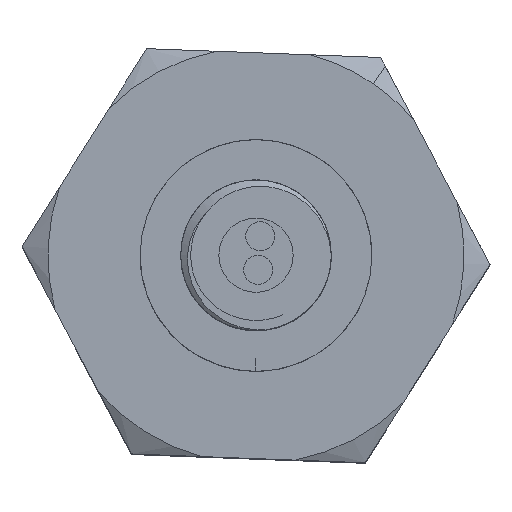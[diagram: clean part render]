
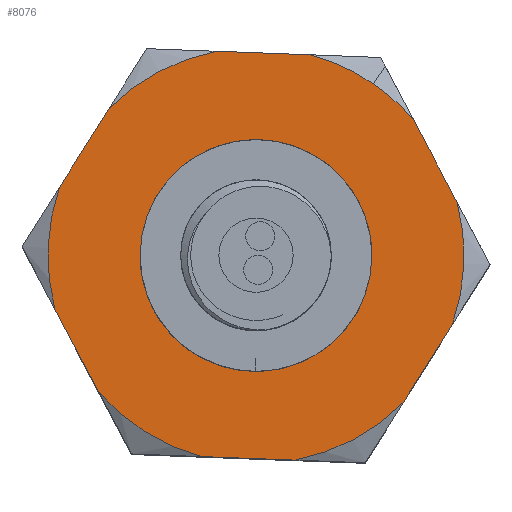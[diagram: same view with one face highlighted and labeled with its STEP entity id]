
A CAD part, top view. The second image highlights one B-rep face of the part: STEP entity #8076.
In plain terms, the highlighted planar face has unit normal (0, 0, 1).
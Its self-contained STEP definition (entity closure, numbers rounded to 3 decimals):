
#33 = VECTOR ( 'NONE', #11159, 1000. ) ;
#77 = AXIS2_PLACEMENT_3D ( 'NONE', #190, #1792, #9683 ) ;
#95 = AXIS2_PLACEMENT_3D ( 'NONE', #6646, #11020, #4956 ) ;
#106 = EDGE_CURVE ( 'NONE', #10998, #4617, #114, .T. ) ;
#114 = CIRCLE ( 'NONE', #9580, 3.591 ) ;
#165 = DIRECTION ( 'NONE',  ( 0., 0., -1. ) ) ;
#190 = CARTESIAN_POINT ( 'NONE',  ( 0., 0., 9.981 ) ) ;
#324 = DIRECTION ( 'NONE',  ( 0., 0., -1. ) ) ;
#410 = ORIENTED_EDGE ( 'NONE', *, *, #8702, .T. ) ;
#482 = DIRECTION ( 'NONE',  ( 0.564, 0.826, 0. ) ) ;
#801 = ORIENTED_EDGE ( 'NONE', *, *, #2681, .F. ) ;
#983 = VERTEX_POINT ( 'NONE', #7639 ) ;
#1056 = EDGE_CURVE ( 'NONE', #10587, #7337, #7575, .T. ) ;
#1066 = EDGE_LOOP ( 'NONE', ( #8074, #10197, #3968, #1890, #4104, #5866, #1161, #2730, #8687, #6603, #10187, #801, #5493 ) ) ;
#1082 = AXIS2_PLACEMENT_3D ( 'NONE', #7397, #2920, #482 ) ;
#1161 = ORIENTED_EDGE ( 'NONE', *, *, #9117, .F. ) ;
#1238 = DIRECTION ( 'NONE',  ( 0.564, 0.826, 0. ) ) ;
#1244 = VERTEX_POINT ( 'NONE', #9672 ) ;
#1356 = VECTOR ( 'NONE', #10292, 1000. ) ;
#1363 = DIRECTION ( 'NONE',  ( 0.564, 0.826, 0. ) ) ;
#1439 = DIRECTION ( 'NONE',  ( 0., 0., -1. ) ) ;
#1476 = DIRECTION ( 'NONE',  ( 0., 0., -1. ) ) ;
#1494 = VERTEX_POINT ( 'NONE', #9101 ) ;
#1543 = CARTESIAN_POINT ( 'NONE',  ( -0.936, -3.467, 9.981 ) ) ;
#1792 = DIRECTION ( 'NONE',  ( 0., 0., -1. ) ) ;
#1803 = LINE ( 'NONE', #4064, #8443 ) ;
#1890 = ORIENTED_EDGE ( 'NONE', *, *, #10981, .F. ) ;
#1929 = EDGE_CURVE ( 'NONE', #6322, #10587, #6213, .T. ) ;
#1972 = AXIS2_PLACEMENT_3D ( 'NONE', #10246, #5948, #7738 ) ;
#1988 = CARTESIAN_POINT ( 'NONE',  ( 2.025, 2.966, 9.981 ) ) ;
#2089 = VECTOR ( 'NONE', #4068, 1000. ) ;
#2127 = CARTESIAN_POINT ( 'NONE',  ( -3.392, 1.181, 9.981 ) ) ;
#2381 = CARTESIAN_POINT ( 'NONE',  ( 0., 0., 9.981 ) ) ;
#2414 = AXIS2_PLACEMENT_3D ( 'NONE', #10589, #165, #7122 ) ;
#2514 = CARTESIAN_POINT ( 'NONE',  ( -2.534, 2.545, 9.981 ) ) ;
#2618 = VERTEX_POINT ( 'NONE', #4801 ) ;
#2681 = EDGE_CURVE ( 'NONE', #983, #1494, #3876, .T. ) ;
#2730 = ORIENTED_EDGE ( 'NONE', *, *, #106, .F. ) ;
#2777 = CARTESIAN_POINT ( 'NONE',  ( 0., 0., 9.981 ) ) ;
#2920 = DIRECTION ( 'NONE',  ( 0., 0., -1. ) ) ;
#2967 = DIRECTION ( 'NONE',  ( 0., 0., -1. ) ) ;
#3138 = DIRECTION ( 'NONE',  ( 0., 0., -1. ) ) ;
#3351 = CARTESIAN_POINT ( 'NONE',  ( -2.151, -3.421, 9.981 ) ) ;
#3651 = AXIS2_PLACEMENT_3D ( 'NONE', #8203, #2967, #4710 ) ;
#3876 = CIRCLE ( 'NONE', #95, 3.591 ) ;
#3968 = ORIENTED_EDGE ( 'NONE', *, *, #9512, .F. ) ;
#4064 = CARTESIAN_POINT ( 'NONE',  ( 1.887, -3.574, 9.981 ) ) ;
#4068 = DIRECTION ( 'NONE',  ( 0.467, -0.884, 0. ) ) ;
#4104 = ORIENTED_EDGE ( 'NONE', *, *, #1056, .F. ) ;
#4263 = CIRCLE ( 'NONE', #10131, 3.591 ) ;
#4392 = VERTEX_POINT ( 'NONE', #1988 ) ;
#4617 = VERTEX_POINT ( 'NONE', #2127 ) ;
#4629 = CIRCLE ( 'NONE', #6472, 1.5 ) ;
#4710 = DIRECTION ( 'NONE',  ( 0.564, 0.826, 0. ) ) ;
#4801 = CARTESIAN_POINT ( 'NONE',  ( -0.846, -1.239, 9.981 ) ) ;
#4858 = DIRECTION ( 'NONE',  ( -0.532, -0.847, 0. ) ) ;
#4876 = CARTESIAN_POINT ( 'NONE',  ( 0., 0., 9.981 ) ) ;
#4956 = DIRECTION ( 'NONE',  ( 0.564, 0.826, 0. ) ) ;
#5079 = CARTESIAN_POINT ( 'NONE',  ( -4.039, 0.152, 9.981 ) ) ;
#5236 = CARTESIAN_POINT ( 'NONE',  ( 3.471, 0.923, 9.981 ) ) ;
#5363 = PLANE ( 'NONE',  #2414 ) ;
#5493 = ORIENTED_EDGE ( 'NONE', *, *, #5560, .F. ) ;
#5560 = EDGE_CURVE ( 'NONE', #6895, #983, #8181, .T. ) ;
#5866 = ORIENTED_EDGE ( 'NONE', *, *, #1929, .F. ) ;
#5948 = DIRECTION ( 'NONE',  ( 0., 0., -1. ) ) ;
#6157 = EDGE_CURVE ( 'NONE', #9377, #10998, #8865, .T. ) ;
#6213 = CIRCLE ( 'NONE', #3651, 3.591 ) ;
#6257 = EDGE_CURVE ( 'NONE', #10129, #6346, #6424, .T. ) ;
#6322 = VERTEX_POINT ( 'NONE', #2514 ) ;
#6346 = VERTEX_POINT ( 'NONE', #5236 ) ;
#6424 = LINE ( 'NONE', #7522, #2089 ) ;
#6472 = AXIS2_PLACEMENT_3D ( 'NONE', #2381, #3138, #10168 ) ;
#6537 = FACE_OUTER_BOUND ( 'NONE', #1066, .T. ) ;
#6561 = CARTESIAN_POINT ( 'NONE',  ( 2.719, 2.346, 9.981 ) ) ;
#6586 = CARTESIAN_POINT ( 'NONE',  ( 4.039, -0.152, 9.981 ) ) ;
#6599 = EDGE_CURVE ( 'NONE', #7368, #9377, #7367, .T. ) ;
#6603 = ORIENTED_EDGE ( 'NONE', *, *, #6599, .F. ) ;
#6646 = CARTESIAN_POINT ( 'NONE',  ( 0., 0., 9.981 ) ) ;
#6733 = EDGE_CURVE ( 'NONE', #6346, #6895, #10653, .T. ) ;
#6800 = EDGE_CURVE ( 'NONE', #1494, #7368, #1803, .T. ) ;
#6895 = VERTEX_POINT ( 'NONE', #9407 ) ;
#6982 = CARTESIAN_POINT ( 'NONE',  ( -2.719, -2.346, 9.981 ) ) ;
#7122 = DIRECTION ( 'NONE',  ( 0.564, 0.826, 0. ) ) ;
#7302 = EDGE_CURVE ( 'NONE', #1244, #2618, #4629, .T. ) ;
#7337 = VERTEX_POINT ( 'NONE', #10096 ) ;
#7367 = CIRCLE ( 'NONE', #1082, 3.591 ) ;
#7368 = VERTEX_POINT ( 'NONE', #1543 ) ;
#7397 = CARTESIAN_POINT ( 'NONE',  ( 0., 0., 9.981 ) ) ;
#7515 = DIRECTION ( 'NONE',  ( 0.564, 0.826, 0. ) ) ;
#7522 = CARTESIAN_POINT ( 'NONE',  ( 2.151, 3.421, 9.981 ) ) ;
#7575 = LINE ( 'NONE', #9879, #8373 ) ;
#7639 = CARTESIAN_POINT ( 'NONE',  ( 2.534, -2.545, 9.981 ) ) ;
#7738 = DIRECTION ( 'NONE',  ( 0.564, 0.826, 0. ) ) ;
#7926 = VECTOR ( 'NONE', #4858, 1000. ) ;
#8074 = ORIENTED_EDGE ( 'NONE', *, *, #6733, .F. ) ;
#8076 = ADVANCED_FACE ( 'NONE', ( #9663, #6537 ), #5363, .F. ) ;
#8121 = ORIENTED_EDGE ( 'NONE', *, *, #7302, .T. ) ;
#8181 = LINE ( 'NONE', #6586, #7926 ) ;
#8203 = CARTESIAN_POINT ( 'NONE',  ( 0., 0., 9.981 ) ) ;
#8373 = VECTOR ( 'NONE', #10737, 1000. ) ;
#8439 = CARTESIAN_POINT ( 'NONE',  ( -3.471, -0.923, 9.981 ) ) ;
#8443 = VECTOR ( 'NONE', #10180, 1000. ) ;
#8687 = ORIENTED_EDGE ( 'NONE', *, *, #6157, .F. ) ;
#8702 = EDGE_CURVE ( 'NONE', #2618, #1244, #10338, .T. ) ;
#8865 = LINE ( 'NONE', #3351, #33 ) ;
#9101 = CARTESIAN_POINT ( 'NONE',  ( 0.673, -3.528, 9.981 ) ) ;
#9117 = EDGE_CURVE ( 'NONE', #4617, #6322, #10617, .T. ) ;
#9377 = VERTEX_POINT ( 'NONE', #6982 ) ;
#9407 = CARTESIAN_POINT ( 'NONE',  ( 3.392, -1.181, 9.981 ) ) ;
#9512 = EDGE_CURVE ( 'NONE', #4392, #10129, #4263, .T. ) ;
#9580 = AXIS2_PLACEMENT_3D ( 'NONE', #10066, #1476, #1363 ) ;
#9663 = FACE_BOUND ( 'NONE', #10461, .T. ) ;
#9672 = CARTESIAN_POINT ( 'NONE',  ( 0.846, 1.239, 9.981 ) ) ;
#9674 = CARTESIAN_POINT ( 'NONE',  ( -0.673, 3.528, 9.981 ) ) ;
#9683 = DIRECTION ( 'NONE',  ( 0.564, 0.826, 0. ) ) ;
#9879 = CARTESIAN_POINT ( 'NONE',  ( -1.887, 3.574, 9.981 ) ) ;
#10030 = AXIS2_PLACEMENT_3D ( 'NONE', #4876, #1439, #7515 ) ;
#10066 = CARTESIAN_POINT ( 'NONE',  ( 0., 0., 9.981 ) ) ;
#10096 = CARTESIAN_POINT ( 'NONE',  ( 0.936, 3.467, 9.981 ) ) ;
#10129 = VERTEX_POINT ( 'NONE', #6561 ) ;
#10131 = AXIS2_PLACEMENT_3D ( 'NONE', #2777, #324, #1238 ) ;
#10168 = DIRECTION ( 'NONE',  ( 0.564, 0.826, 0. ) ) ;
#10180 = DIRECTION ( 'NONE',  ( -0.999, 0.038, 0. ) ) ;
#10187 = ORIENTED_EDGE ( 'NONE', *, *, #6800, .F. ) ;
#10197 = ORIENTED_EDGE ( 'NONE', *, *, #6257, .F. ) ;
#10225 = CIRCLE ( 'NONE', #1972, 3.591 ) ;
#10246 = CARTESIAN_POINT ( 'NONE',  ( 0., 0., 9.981 ) ) ;
#10292 = DIRECTION ( 'NONE',  ( 0.532, 0.847, 0. ) ) ;
#10338 = CIRCLE ( 'NONE', #77, 1.5 ) ;
#10461 = EDGE_LOOP ( 'NONE', ( #410, #8121 ) ) ;
#10587 = VERTEX_POINT ( 'NONE', #9674 ) ;
#10589 = CARTESIAN_POINT ( 'NONE',  ( 0., 0., 9.981 ) ) ;
#10617 = LINE ( 'NONE', #5079, #1356 ) ;
#10653 = CIRCLE ( 'NONE', #10030, 3.591 ) ;
#10737 = DIRECTION ( 'NONE',  ( 0.999, -0.038, 0. ) ) ;
#10981 = EDGE_CURVE ( 'NONE', #7337, #4392, #10225, .T. ) ;
#10998 = VERTEX_POINT ( 'NONE', #8439 ) ;
#11020 = DIRECTION ( 'NONE',  ( 0., 0., -1. ) ) ;
#11159 = DIRECTION ( 'NONE',  ( -0.467, 0.884, 0. ) ) ;
